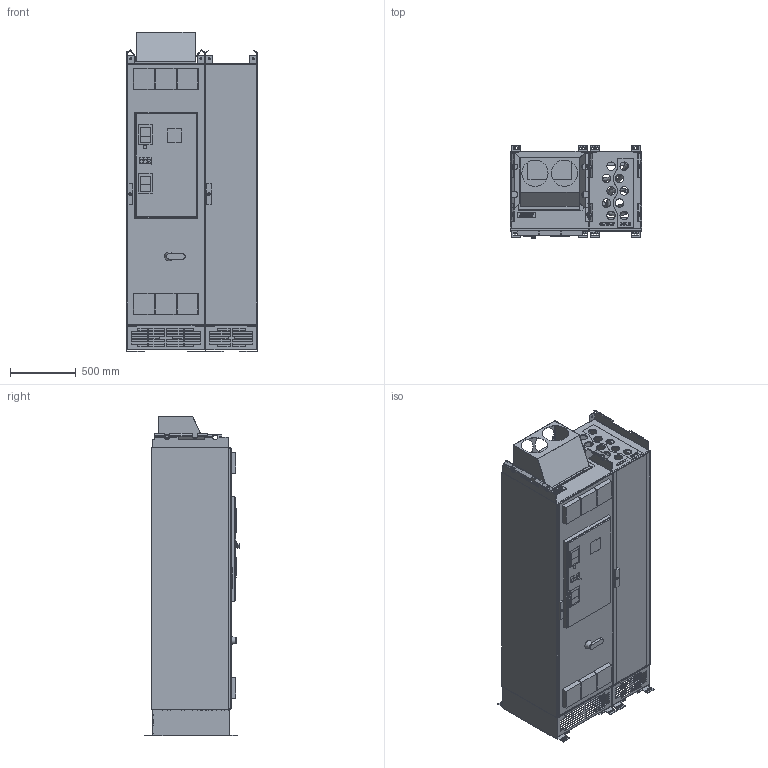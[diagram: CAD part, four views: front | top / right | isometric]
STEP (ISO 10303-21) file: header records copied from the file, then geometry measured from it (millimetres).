
FILE_DESCRIPTION(/* description */ (''),/* implementation_level */ '2;1');
FILE_NAME(/* name */ '181K5227.stp',/* time_stamp */ '2026-02-19T08:25:47+02:00',/* author */ (''),/* organization */ (''),/* preprocessor_version */ 'ST-DEVELOPER v20',/* originating_system */ 'SIEMENS PLM Software NX2312.3002',/* authorisation */ '');
FILE_SCHEMA (('AUTOMOTIVE_DESIGN { 1 0 10303 214 3 1 1 1 }'));
Products named in the file (10): 181K5230; 181K4902; 181K4889; 181K4917; 181K4890; 181K4900; 181K4961_114789ID; 181K5229; 181K5224; 181K5227
Assembly tree (9 placements, depth 3):
  181K5227
    181K5224
      181K4961_114789ID
      181K4900
      181K4890
      181K4917
    181K5229
      181K4889
      181K4902
      181K5230
Bounding box: 1000 x 719.76 x 2441.18 mm (x, y, z)
Volume: 348467882.9 mm3; surface area: 29377755.5 mm2
Topology: 6 solids, 31 shells, 3139 faces, 8790 edges, 5845 vertices
Faces by surface type: plane 2589, cylinder 369, extrusion 86, cone 60, bspline 35
Full cylindrical faces by diameter (mm): 3 x2, 4.6 x1, 6.5 x4, 10 x18, 10.5 x11, 12.2 x8, 13 x12, 15.5 x36, 19.788 x2, 22 x4, 28 x1, 28.472 x2, 28.5 x1, 40 x6, 65 x18, 200 x4
Entity records: 138150 total; most frequent: CARTESIAN_POINT 44954, ORIENTED_EDGE 16874, DIRECTION 14840, EDGE_CURVE 8437, VECTOR 7228, LINE 7142, VERTEX_POINT 5729, EDGE_LOOP 4068
